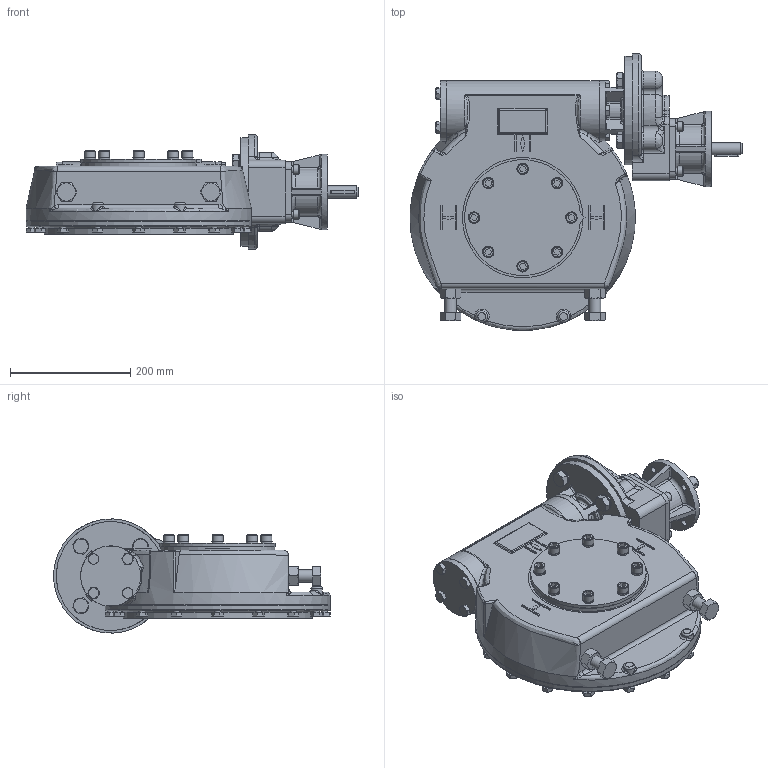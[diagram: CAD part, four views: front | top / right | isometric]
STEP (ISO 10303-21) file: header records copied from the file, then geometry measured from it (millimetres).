
FILE_DESCRIPTION(/* description */ ('Unknown'),/* implementation_level */ '2;1');
FILE_NAME(/* name */ 'PUB-IW6-IR1S',/* time_stamp */ '2021-09-16T12:50:23+01:00',/* author */ ('Unknown'),/* organization */ ('Unknown'),/* preprocessor_version */ 'ST-DEVELOPER v16.7',/* originating_system */ 'Solid Edge',/* authorisation */ 'Unknown');
FILE_SCHEMA (('AUTOMOTIVE_DESIGN {1 0 10303 214 3 1 1}'));
Products named in the file (1): PUB-IW6-IR1S
Bounding box: 551.96 x 459.59 x 189.82 mm (x, y, z)
Volume: 8137348.5 mm3; surface area: 1410953.1 mm2
Topology: 66 solids, 66 shells, 2873 faces, 6979 edges, 4354 vertices
Faces by surface type: plane 1480, cylinder 550, cone 336, bspline 243, torus 199, sphere 65
Full cylindrical faces by diameter (mm): 8.376 x19, 8.5 x24, 10 x44, 10.1 x16, 10.25 x4, 10.5 x8, 11 x20, 12 x8, 12.5 x8, 13 x16, 13.835 x4, 15 x2, 16 x8, 16.299 x8, 16.5 x4, 17.5 x4, 18 x8, 19 x10, 20 x4, 20.75 x1, 30 x3, 30.32 x2, 35 x2, 35.105 x1, 35.12 x1, 38 x1, 48 x1, 55.02 x1, 56.55 x2, 61.94 x4
Entity records: 101396 total; most frequent: CARTESIAN_POINT 26917, ORIENTED_EDGE 12414, DIRECTION 11694, EDGE_CURVE 6207, AXIS2_PLACEMENT_3D 4451, VERTEX_POINT 4160, FACE_BOUND 3725, EDGE_LOOP 3691
